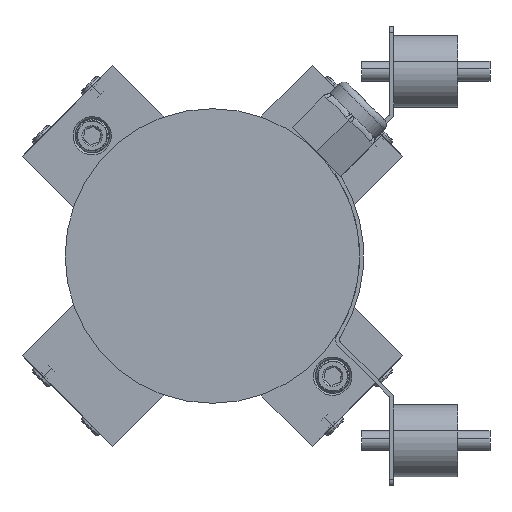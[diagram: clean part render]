
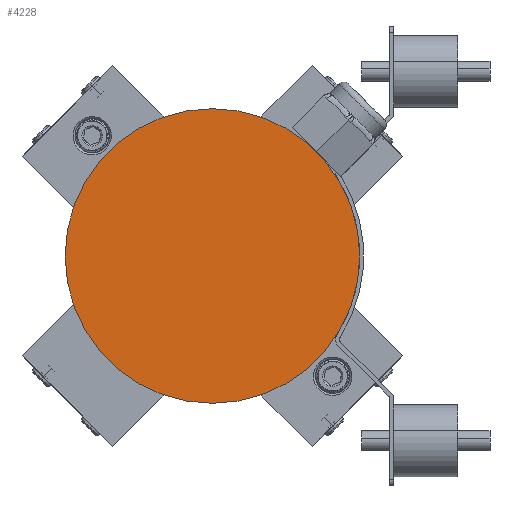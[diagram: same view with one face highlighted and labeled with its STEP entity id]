
A CAD part, left-side view. The second image highlights one B-rep face of the part: STEP entity #4228.
In plain terms, the highlighted planar face has unit normal (-1, 0, 0).
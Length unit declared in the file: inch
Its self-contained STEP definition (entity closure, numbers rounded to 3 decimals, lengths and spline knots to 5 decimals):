
#692 = DIRECTION ( 'NONE',  ( 1., 0., 0. ) ) ;
#869 = AXIS2_PLACEMENT_3D ( 'NONE', #32904, #692, #38273 ) ;
#1177 = EDGE_CURVE ( 'NONE', #19094, #2842, #50738, .T. ) ;
#2842 = VERTEX_POINT ( 'NONE', #27315 ) ;
#4228 = ADVANCED_FACE ( 'NONE', ( #17834 ), #50568, .T. ) ;
#8653 = EDGE_LOOP ( 'NONE', ( #16386, #64286 ) ) ;
#16386 = ORIENTED_EDGE ( 'NONE', *, *, #1177, .F. ) ;
#17669 = CARTESIAN_POINT ( 'NONE',  ( -8.402, 0., 0. ) ) ;
#17834 = FACE_OUTER_BOUND ( 'NONE', #8653, .T. ) ;
#18423 = CARTESIAN_POINT ( 'NONE',  ( -8.402, 0., 0. ) ) ;
#19094 = VERTEX_POINT ( 'NONE', #25408 ) ;
#23101 = DIRECTION ( 'NONE',  ( 0., 0., -1. ) ) ;
#23862 = DIRECTION ( 'NONE',  ( -1., 0., 0. ) ) ;
#25408 = CARTESIAN_POINT ( 'NONE',  ( -8.402, 0., -2.3 ) ) ;
#27315 = CARTESIAN_POINT ( 'NONE',  ( -8.402, 0., 2.3 ) ) ;
#32059 = AXIS2_PLACEMENT_3D ( 'NONE', #18423, #23862, #61318 ) ;
#32396 = AXIS2_PLACEMENT_3D ( 'NONE', #17669, #55185, #23101 ) ;
#32904 = CARTESIAN_POINT ( 'NONE',  ( -8.402, 0., 0. ) ) ;
#38273 = DIRECTION ( 'NONE',  ( 0., 0., -1. ) ) ;
#50568 = PLANE ( 'NONE',  #32059 ) ;
#50738 = CIRCLE ( 'NONE', #869, 2.3 ) ;
#55185 = DIRECTION ( 'NONE',  ( 1., 0., 0. ) ) ;
#57553 = EDGE_CURVE ( 'NONE', #2842, #19094, #68302, .T. ) ;
#61318 = DIRECTION ( 'NONE',  ( 0., 0., 1. ) ) ;
#64286 = ORIENTED_EDGE ( 'NONE', *, *, #57553, .F. ) ;
#68302 = CIRCLE ( 'NONE', #32396, 2.3 ) ;
